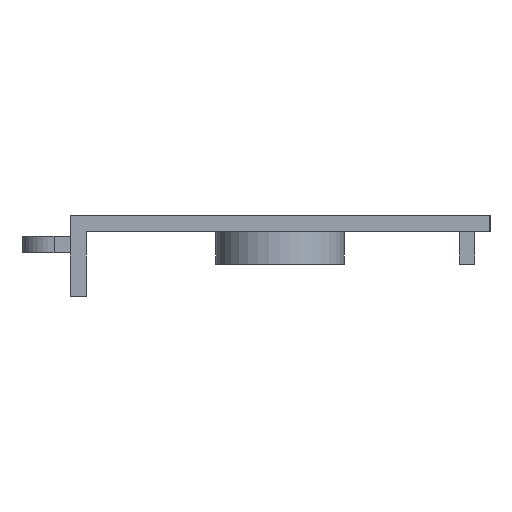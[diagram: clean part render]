
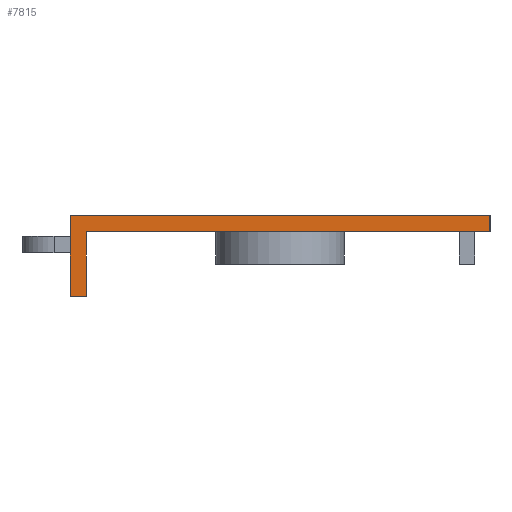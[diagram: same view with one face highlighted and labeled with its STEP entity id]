
A CAD part, left-side view. The second image highlights one B-rep face of the part: STEP entity #7815.
In plain terms, the highlighted planar face has unit normal (-1, 0, 0).
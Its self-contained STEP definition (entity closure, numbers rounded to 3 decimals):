
#586=ORIENTED_EDGE('',*,*,#2828,.F.);
#587=ORIENTED_EDGE('',*,*,#2827,.F.);
#588=ORIENTED_EDGE('',*,*,#2829,.T.);
#589=ORIENTED_EDGE('',*,*,#2488,.T.);
#590=ORIENTED_EDGE('',*,*,#2830,.F.);
#591=ORIENTED_EDGE('',*,*,#2831,.T.);
#2488=EDGE_CURVE('',#3614,#3613,#4375,.T.);
#2827=EDGE_CURVE('',#3944,#3943,#4669,.T.);
#2828=EDGE_CURVE('',#3943,#3945,#4670,.T.);
#2829=EDGE_CURVE('',#3944,#3614,#4671,.T.);
#2830=EDGE_CURVE('',#3946,#3613,#4672,.T.);
#2831=EDGE_CURVE('',#3946,#3945,#4673,.T.);
#3613=VERTEX_POINT('',#10719);
#3614=VERTEX_POINT('',#10721);
#3943=VERTEX_POINT('',#11699);
#3944=VERTEX_POINT('',#11701);
#3945=VERTEX_POINT('',#11705);
#3946=VERTEX_POINT('',#11708);
#4375=LINE('',#10720,#5356);
#4669=LINE('',#11702,#5650);
#4670=LINE('',#11704,#5651);
#4671=LINE('',#11706,#5652);
#4672=LINE('',#11707,#5653);
#4673=LINE('',#11709,#5654);
#5356=VECTOR('',#8752,1000.);
#5650=VECTOR('',#9128,1000.);
#5651=VECTOR('',#9131,1000.);
#5652=VECTOR('',#9132,1000.);
#5653=VECTOR('',#9133,1000.);
#5654=VECTOR('',#9134,1000.);
#6388=EDGE_LOOP('',(#586,#587,#588,#589,#590,#591));
#6933=FACE_BOUND('',#6388,.T.);
#7443=PLANE('',#8296);
#7815=ADVANCED_FACE('',(#6933),#7443,.T.);
#8296=AXIS2_PLACEMENT_3D('',#11703,#9129,#9130);
#8752=DIRECTION('',(0.,0.,-1.));
#9128=DIRECTION('',(0.,0.,-1.));
#9129=DIRECTION('',(-1.,0.,0.));
#9130=DIRECTION('',(0.,-1.,0.));
#9131=DIRECTION('',(0.,1.,0.));
#9132=DIRECTION('',(0.,1.,0.));
#9133=DIRECTION('',(0.,1.,0.));
#9134=DIRECTION('',(0.,0.,1.));
#10719=CARTESIAN_POINT('',(-24.328,32.088,-6.172));
#10720=CARTESIAN_POINT('',(-24.328,32.088,1.765));
#10721=CARTESIAN_POINT('',(-24.328,32.088,1.765));
#11699=CARTESIAN_POINT('',(-24.328,-9.525,0.178));
#11701=CARTESIAN_POINT('',(-24.328,-9.525,1.765));
#11702=CARTESIAN_POINT('',(-24.328,-9.525,1.765));
#11703=CARTESIAN_POINT('',(-24.328,32.088,1.765));
#11704=CARTESIAN_POINT('',(-24.328,32.088,0.178));
#11705=CARTESIAN_POINT('',(-24.328,30.501,0.178));
#11706=CARTESIAN_POINT('',(-24.328,32.088,1.765));
#11707=CARTESIAN_POINT('',(-24.328,30.501,-6.172));
#11708=CARTESIAN_POINT('',(-24.328,30.501,-6.172));
#11709=CARTESIAN_POINT('',(-24.328,30.501,-6.172));
